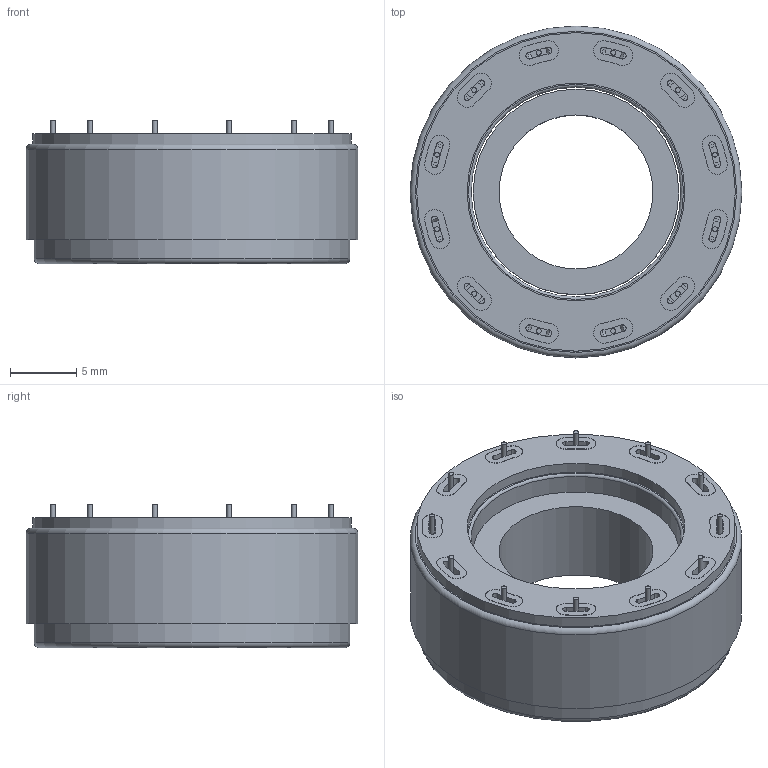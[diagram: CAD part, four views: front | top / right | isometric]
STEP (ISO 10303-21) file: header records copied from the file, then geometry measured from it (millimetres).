
FILE_DESCRIPTION(/* description */ (''),/* implementation_level */ '2;1');
FILE_NAME(/* name */ 'ATD 2505.stp',/* time_stamp */ '2022-09-26T09:38:00+05:00',/* author */ ('ArapovaEN'),/* organization */ (''),/* preprocessor_version */ 'ST-DEVELOPER v18.1',/* originating_system */ 'Autodesk Inventor 2021',/* authorisation */ '');
FILE_SCHEMA (('AUTOMOTIVE_DESIGN { 1 0 10303 214 3 1 1 }'));
Length unit declared in the file: millimetre
Products named in the file (5): ATD 2505; Статор ATD2505 в сборе; Компаунд ATD2505; Ротор упрощенно; PCB ATD2505
Assembly tree (4 placements, depth 3):
  ATD 2505
    Статор ATD2505 в сборе
      Компаунд ATD2505
    Ротор упрощенно
    PCB ATD2505
Bounding box: 25 x 25 x 10.8 mm (x, y, z)
Volume: 3265.3 mm3; surface area: 3037.6 mm2
Topology: 3 solids, 3 shells, 234 faces, 537 edges, 358 vertices
Faces by surface type: cylinder 163, plane 55, cone 12, torus 4
Full cylindrical faces by diameter (mm): 0.371 x12, 11.6 x1, 15.487 x1, 15.8 x1, 16.4 x1, 23.8 x1, 24 x1, 25 x1
Entity records: 7235 total; most frequent: DIRECTION 1385, CARTESIAN_POINT 1138, ORIENTED_EDGE 1074, AXIS2_PLACEMENT_3D 605, EDGE_CURVE 537, CIRCLE 362, VERTEX_POINT 358, EDGE_LOOP 313
